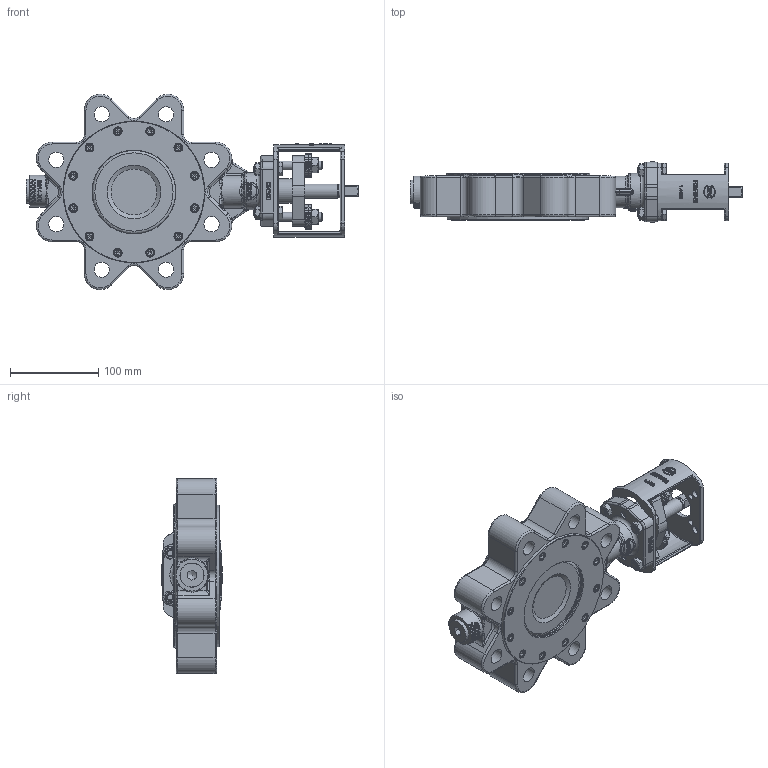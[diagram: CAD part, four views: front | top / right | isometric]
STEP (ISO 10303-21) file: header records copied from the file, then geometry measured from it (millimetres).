
FILE_DESCRIPTION(/* description */ (''),/* implementation_level */ '2;1');
FILE_NAME(/* name */ 'HP114 DN100 PN25-40.stp',/* time_stamp */ '2016-10-24T14:39:42+02:00',/* author */ ('Hellwig'),/* organization */ (''),/* preprocessor_version */ 'ST-DEVELOPER v15.6',/* originating_system */ 'Autodesk Inventor 2015',/* authorisation */ '');
FILE_SCHEMA (('AUTOMOTIVE_DESIGN { 1 0 10303 214 3 1 1 }'));
Products named in the file (1): M39788
Bounding box: 375.2 x 68.5 x 220.72 mm (x, y, z)
Volume: 1551754.6 mm3; surface area: 320816.2 mm2
Topology: 13 solids, 44 shells, 2088 faces, 5115 edges, 3208 vertices
Faces by surface type: plane 792, cylinder 465, bspline 453, torus 193, cone 174, sphere 11
Full cylindrical faces by diameter (mm): 4.134 x12, 5 x12, 5.5 x12, 6.6 x8, 7.323 x4, 8 x10, 8.376 x2, 8.5 x12, 9 x8, 9.2 x2, 10 x18, 10.2 x12, 11 x2, 11.4 x4, 15.3 x1, 16 x2, 16.05 x3, 16.1 x1, 16.2 x4, 17.294 x8, 18.1 x1, 19.1 x3, 19.15 x2, 20.376 x2, 22 x1, 24.2 x2, 27 x1, 27.2 x1, 27.8 x1, 27.9 x1
Entity records: 103145 total; most frequent: CARTESIAN_POINT 56799, ORIENTED_EDGE 9172, DIRECTION 8192, EDGE_CURVE 4574, AXIS2_PLACEMENT_3D 3256, VERTEX_POINT 3079, EDGE_LOOP 2709, FACE_OUTER_BOUND 2088
